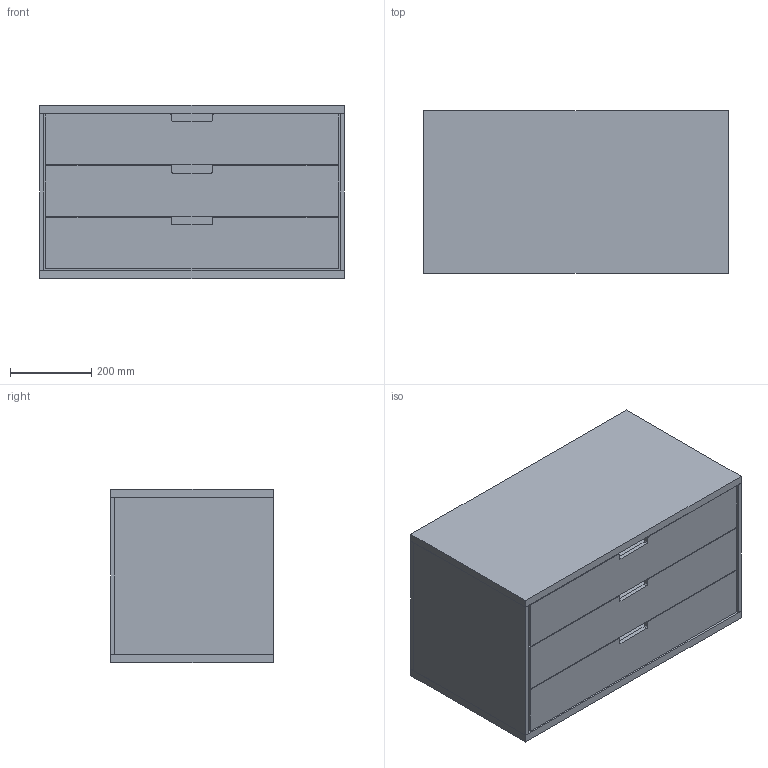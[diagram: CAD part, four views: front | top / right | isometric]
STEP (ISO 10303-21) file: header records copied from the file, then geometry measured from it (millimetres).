
FILE_DESCRIPTION(('FreeCAD Model'),'2;1');
FILE_NAME('Open CASCADE Shape Model','2025-06-16T20:11:00',(''),(''), 'Open CASCADE STEP processor 7.8','FreeCAD','Unknown');
FILE_SCHEMA(('AUTOMOTIVE_DESIGN { 1 0 10303 214 1 1 1 1 }'));
Length unit declared in the file: millimetre
Products named in the file (3): Unnamed; runkoObj; oviObj
Assembly tree (2 placements, depth 2):
  Unnamed
    runkoObj
    oviObj
Bounding box: 750 x 400 x 426.5 mm (x, y, z)
Volume: 22929890 mm3; surface area: 5505819.5 mm2
Topology: 20 solids, 20 shells, 144 faces, 312 edges, 208 vertices
Faces by surface type: plane 132, cylinder 12
Entity records: 4052 total; most frequent: CARTESIAN_POINT 667, DIRECTION 630, ORIENTED_EDGE 624, EDGE_CURVE 312, LINE 288, VECTOR 288, VERTEX_POINT 208, AXIS2_PLACEMENT_3D 171
